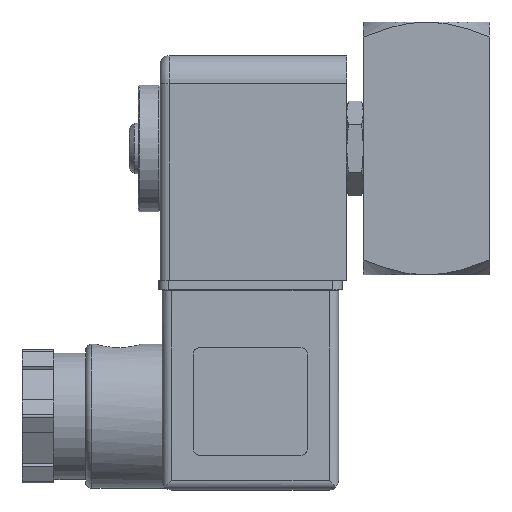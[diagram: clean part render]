
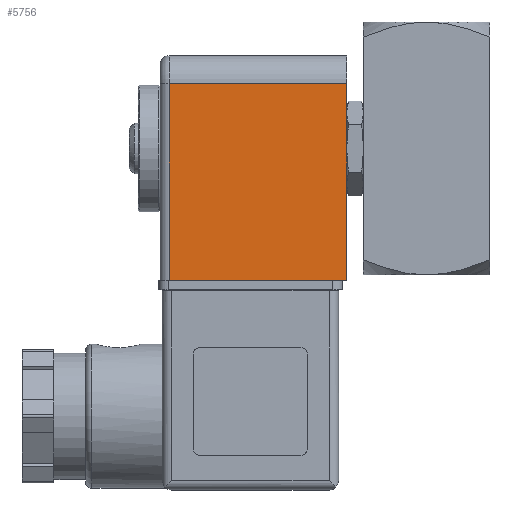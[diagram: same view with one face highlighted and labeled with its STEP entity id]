
A CAD part, left-side view. The second image highlights one B-rep face of the part: STEP entity #5756.
In plain terms, the highlighted planar face has unit normal (-1, 0, 0).
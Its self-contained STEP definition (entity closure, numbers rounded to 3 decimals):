
#865=ORIENTED_EDGE('',*,*,#2358,.T.);
#866=ORIENTED_EDGE('',*,*,#2359,.T.);
#867=ORIENTED_EDGE('',*,*,#2360,.T.);
#868=ORIENTED_EDGE('',*,*,#2361,.T.);
#2358=EDGE_CURVE('',#3104,#3105,#3637,.T.);
#2359=EDGE_CURVE('',#3105,#3106,#3638,.T.);
#2360=EDGE_CURVE('',#3106,#3107,#3639,.T.);
#2361=EDGE_CURVE('',#3107,#3104,#3640,.T.);
#3104=VERTEX_POINT('',#9807);
#3105=VERTEX_POINT('',#9808);
#3106=VERTEX_POINT('',#9810);
#3107=VERTEX_POINT('',#9812);
#3637=LINE('',#9806,#4164);
#3638=LINE('',#9809,#4165);
#3639=LINE('',#9811,#4166);
#3640=LINE('',#9813,#4167);
#4164=VECTOR('',#7877,1000.);
#4165=VECTOR('',#7878,1000.);
#4166=VECTOR('',#7879,1000.);
#4167=VECTOR('',#7880,1000.);
#4672=EDGE_LOOP('',(#865,#866,#867,#868));
#5119=FACE_BOUND('',#4672,.T.);
#5495=PLANE('',#6959);
#5756=ADVANCED_FACE('',(#5119),#5495,.F.);
#6959=AXIS2_PLACEMENT_3D('',#9805,#7875,#7876);
#7875=DIRECTION('',(1.,0.,0.));
#7876=DIRECTION('',(0.,0.,-1.));
#7877=DIRECTION('',(0.,1.,0.));
#7878=DIRECTION('',(0.,0.,-1.));
#7879=DIRECTION('',(0.,-1.,0.));
#7880=DIRECTION('',(0.,0.,1.));
#9805=CARTESIAN_POINT('',(-15.,29.5,-20.8));
#9806=CARTESIAN_POINT('',(-15.,0.,10.2));
#9807=CARTESIAN_POINT('',(-15.,0.,10.2));
#9808=CARTESIAN_POINT('',(-15.,28.1,10.2));
#9809=CARTESIAN_POINT('',(-15.,28.1,22.));
#9810=CARTESIAN_POINT('',(-15.,28.1,-20.8));
#9811=CARTESIAN_POINT('',(-15.,29.5,-20.8));
#9812=CARTESIAN_POINT('',(-15.,0.,-20.8));
#9813=CARTESIAN_POINT('',(-15.,0.,-20.8));
